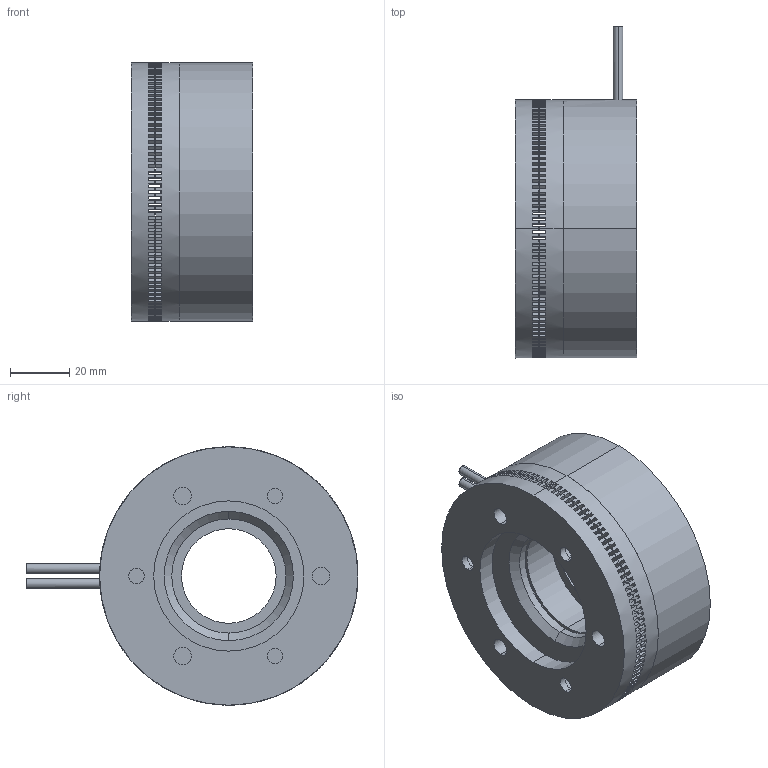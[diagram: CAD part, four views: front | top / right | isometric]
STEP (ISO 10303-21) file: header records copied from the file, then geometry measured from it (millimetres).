
FILE_DESCRIPTION (( 'STEP AP203' ), '1' );
FILE_NAME ('375_SETB_WebAssy.STEP', '2017-02-21T19:05:09', ( 'Delete' ), ( 'Hewlett-Packard Company' ), 'SwSTEP 2.0', 'SolidWorks 2017', '' );
FILE_SCHEMA (( 'CONFIG_CONTROL_DESIGN' ));
Length unit declared in the file: inch
Products named in the file (1): 375_SETB_WebAssy
Bounding box: 41.15 x 112.27 x 87.38 mm (x, y, z)
Volume: 174478.8 mm3; surface area: 52670.3 mm2
Topology: 4 solids, 4 shells, 1337 faces, 3938 edges, 2614 vertices
Faces by surface type: plane 881, cylinder 385, cone 65, torus 6
Entity records: 46079 total; most frequent: CARTESIAN_POINT 9960, ORIENTED_EDGE 7860, DIRECTION 7438, EDGE_CURVE 3930, VERTEX_POINT 2614, AXIS2_PLACEMENT_3D 2606, VECTOR 2226, LINE 2226
